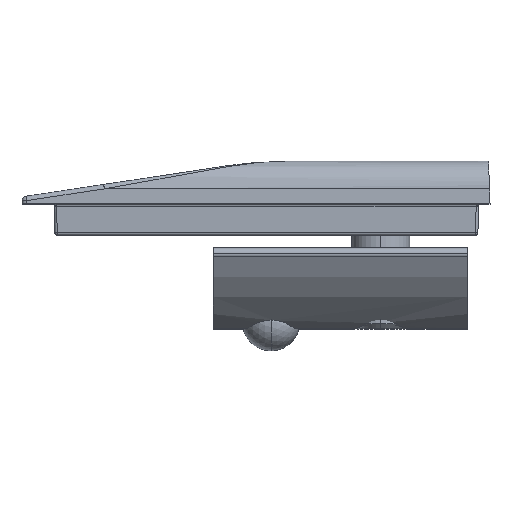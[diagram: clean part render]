
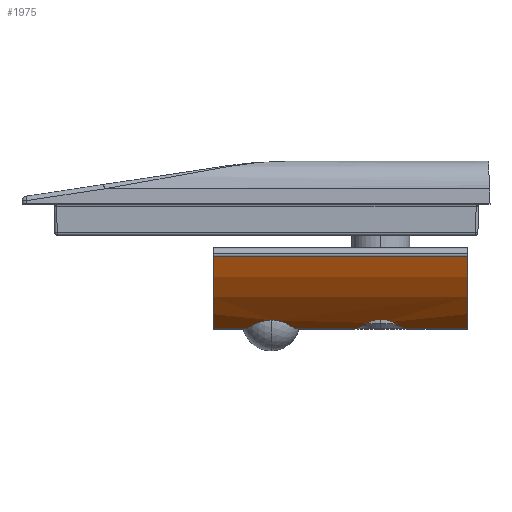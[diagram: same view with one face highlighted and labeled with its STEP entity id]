
A CAD part, top view. The second image highlights one B-rep face of the part: STEP entity #1975.
In plain terms, the highlighted cylindrical face has radius 15 mm (diameter 30 mm), a partial arc.
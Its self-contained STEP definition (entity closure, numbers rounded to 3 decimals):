
#15 = VERTEX_POINT ( 'NONE', #4184 ) ;
#21 = DIRECTION ( 'NONE',  ( 0., 0., -1. ) ) ;
#52 = ORIENTED_EDGE ( 'NONE', *, *, #2877, .T. ) ;
#75 = B_SPLINE_CURVE_WITH_KNOTS ( 'NONE', 3,
 ( #273, #3666, #4396, #1063, #3682, #2540, #2921, #1798, #3258, #3312, #2193, #1448 ),
 .UNSPECIFIED., .F., .F.,
 ( 4, 2, 2, 2, 2, 4 ),
 ( 0., 0.001, 0.003, 0.003, 0.004, 0.005 ),
 .UNSPECIFIED. ) ;
#208 = ORIENTED_EDGE ( 'NONE', *, *, #4060, .T. ) ;
#273 = CARTESIAN_POINT ( 'NONE',  ( -1.5, -7., 1.255 ) ) ;
#315 = AXIS2_PLACEMENT_3D ( 'NONE', #4203, #1643, #846 ) ;
#347 = CARTESIAN_POINT ( 'NONE',  ( -2.033, -6.625, -4.491 ) ) ;
#377 = VERTEX_POINT ( 'NONE', #966 ) ;
#463 = DIRECTION ( 'NONE',  ( -1., 0., 0. ) ) ;
#505 = EDGE_CURVE ( 'NONE', #4453, #3124, #3894, .T. ) ;
#546 = DIRECTION ( 'NONE',  ( 0., 0., -1. ) ) ;
#569 = ORIENTED_EDGE ( 'NONE', *, *, #3299, .F. ) ;
#700 = LINE ( 'NONE', #4676, #3572 ) ;
#734 = ORIENTED_EDGE ( 'NONE', *, *, #505, .T. ) ;
#741 = EDGE_CURVE ( 'NONE', #4453, #4105, #4645, .T. ) ;
#747 = CARTESIAN_POINT ( 'NONE',  ( -1.5, -7., -8.031 ) ) ;
#773 = LINE ( 'NONE', #2725, #2938 ) ;
#786 = CARTESIAN_POINT ( 'NONE',  ( -2.525, -6.245, -6.215 ) ) ;
#846 = DIRECTION ( 'NONE',  ( 1., 0., 0. ) ) ;
#877 = ORIENTED_EDGE ( 'NONE', *, *, #1506, .F. ) ;
#946 = FACE_OUTER_BOUND ( 'NONE', #2761, .T. ) ;
#966 = CARTESIAN_POINT ( 'NONE',  ( -1.5, -7., 5.745 ) ) ;
#1053 = CARTESIAN_POINT ( 'NONE',  ( -1.5, -7., 11. ) ) ;
#1063 = CARTESIAN_POINT ( 'NONE',  ( -2.133, -6.551, 2.681 ) ) ;
#1098 = CARTESIAN_POINT ( 'NONE',  ( -1.5, -7., -3.969 ) ) ;
#1131 = CARTESIAN_POINT ( 'NONE',  ( -1.649, -6.9, -4.079 ) ) ;
#1156 = CARTESIAN_POINT ( 'NONE',  ( -2.278, -6.439, -7.093 ) ) ;
#1224 = DIRECTION ( 'NONE',  ( 0., 0., -1. ) ) ;
#1372 = DIRECTION ( 'NONE',  ( 0., 0., 1. ) ) ;
#1404 = CARTESIAN_POINT ( 'NONE',  ( -1.5, -7., -11. ) ) ;
#1448 = CARTESIAN_POINT ( 'NONE',  ( -1.5, -7., 5.745 ) ) ;
#1472 = CARTESIAN_POINT ( 'NONE',  ( -2.498, -6.267, -6.419 ) ) ;
#1502 = CARTESIAN_POINT ( 'NONE',  ( -1.5, -7., 11. ) ) ;
#1506 = EDGE_CURVE ( 'NONE', #3986, #377, #773, .T. ) ;
#1517 = ORIENTED_EDGE ( 'NONE', *, *, #3550, .T. ) ;
#1535 = CARTESIAN_POINT ( 'NONE',  ( -2.144, -6.542, -4.651 ) ) ;
#1624 = LINE ( 'NONE', #2236, #3035 ) ;
#1643 = DIRECTION ( 'NONE',  ( 0., 0., 1. ) ) ;
#1729 = CARTESIAN_POINT ( 'NONE',  ( 6.876, 5.444, -11. ) ) ;
#1798 = CARTESIAN_POINT ( 'NONE',  ( -2.121, -6.559, 4.304 ) ) ;
#1850 = CARTESIAN_POINT ( 'NONE',  ( -2.03, -6.627, -7.513 ) ) ;
#1883 = CIRCLE ( 'NONE', #315, 15. ) ;
#1884 = VECTOR ( 'NONE', #4420, 1000. ) ;
#1886 = CARTESIAN_POINT ( 'NONE',  ( -2.525, -6.245, -5.795 ) ) ;
#1975 = ADVANCED_FACE ( 'NONE', ( #946 ), #3870, .T. ) ;
#2006 = EDGE_CURVE ( 'NONE', #4174, #3986, #1883, .T. ) ;
#2035 = CARTESIAN_POINT ( 'NONE',  ( -1.5, -7., -8.031 ) ) ;
#2150 = ORIENTED_EDGE ( 'NONE', *, *, #2006, .F. ) ;
#2193 = CARTESIAN_POINT ( 'NONE',  ( -1.716, -6.855, 5.426 ) ) ;
#2225 = CARTESIAN_POINT ( 'NONE',  ( -1.649, -6.9, -7.921 ) ) ;
#2236 = CARTESIAN_POINT ( 'NONE',  ( -1.5, -7., 11. ) ) ;
#2290 = CARTESIAN_POINT ( 'NONE',  ( -2.4, -6.344, -5.19 ) ) ;
#2525 = DIRECTION ( 'NONE',  ( 1., 0., 0. ) ) ;
#2540 = CARTESIAN_POINT ( 'NONE',  ( -2.2, -6.499, 3.701 ) ) ;
#2725 = CARTESIAN_POINT ( 'NONE',  ( -1.5, -7., 11. ) ) ;
#2742 = CIRCLE ( 'NONE', #3354, 15. ) ;
#2761 = EDGE_LOOP ( 'NONE', ( #569, #208, #877, #2150, #52, #1517, #4708, #734 ) ) ;
#2877 = EDGE_CURVE ( 'NONE', #4174, #15, #700, .T. ) ;
#2921 = CARTESIAN_POINT ( 'NONE',  ( -2.184, -6.512, 3.904 ) ) ;
#2938 = VECTOR ( 'NONE', #1224, 1000. ) ;
#2955 = CARTESIAN_POINT ( 'NONE',  ( -6.806, -0.705, 11. ) ) ;
#2958 = VERTEX_POINT ( 'NONE', #3962 ) ;
#3035 = VECTOR ( 'NONE', #4091, 1000. ) ;
#3042 = CARTESIAN_POINT ( 'NONE',  ( -1.787, -6.803, -4.206 ) ) ;
#3124 = VERTEX_POINT ( 'NONE', #3530 ) ;
#3258 = CARTESIAN_POINT ( 'NONE',  ( -2.073, -6.595, 4.502 ) ) ;
#3299 = EDGE_CURVE ( 'NONE', #2958, #3124, #1624, .T. ) ;
#3312 = CARTESIAN_POINT ( 'NONE',  ( -1.891, -6.729, 5.073 ) ) ;
#3346 = CARTESIAN_POINT ( 'NONE',  ( -2.423, -6.326, -6.717 ) ) ;
#3354 = AXIS2_PLACEMENT_3D ( 'NONE', #1729, #1372, #2525 ) ;
#3379 = CARTESIAN_POINT ( 'NONE',  ( -2.32, -6.407, -7.003 ) ) ;
#3393 = CARTESIAN_POINT ( 'NONE',  ( -2.392, -6.351, -6.816 ) ) ;
#3411 = CARTESIAN_POINT ( 'NONE',  ( -1.784, -6.805, -7.796 ) ) ;
#3530 = CARTESIAN_POINT ( 'NONE',  ( -1.5, -7., -3.969 ) ) ;
#3550 = EDGE_CURVE ( 'NONE', #15, #4105, #2742, .T. ) ;
#3572 = VECTOR ( 'NONE', #546, 1000. ) ;
#3666 = CARTESIAN_POINT ( 'NONE',  ( -1.714, -6.856, 1.572 ) ) ;
#3682 = CARTESIAN_POINT ( 'NONE',  ( -2.199, -6.5, 3.085 ) ) ;
#3779 = CARTESIAN_POINT ( 'NONE',  ( -2.327, -6.402, -5. ) ) ;
#3870 = CYLINDRICAL_SURFACE ( 'NONE', #4700, 15. ) ;
#3894 = B_SPLINE_CURVE_WITH_KNOTS ( 'NONE', 3,
 ( #747, #2225, #3411, #1850, #4128, #1156, #3379, #3393, #3346, #1472, #786, #1886, #4850, #2290, #3779, #1535, #347, #3042, #1131, #1098 ),
 .UNSPECIFIED., .F., .F.,
 ( 4, 2, 2, 2, 2, 2, 2, 2, 2, 4 ),
 ( 0., 0.001, 0.001, 0.002, 0.002, 0.002, 0.003, 0.004, 0.004, 0.005 ),
 .UNSPECIFIED. ) ;
#3962 = CARTESIAN_POINT ( 'NONE',  ( -1.5, -7., 1.255 ) ) ;
#3986 = VERTEX_POINT ( 'NONE', #1502 ) ;
#4060 = EDGE_CURVE ( 'NONE', #2958, #377, #75, .T. ) ;
#4091 = DIRECTION ( 'NONE',  ( 0., 0., -1. ) ) ;
#4105 = VERTEX_POINT ( 'NONE', #1404 ) ;
#4128 = CARTESIAN_POINT ( 'NONE',  ( -2.141, -6.544, -7.352 ) ) ;
#4174 = VERTEX_POINT ( 'NONE', #2955 ) ;
#4184 = CARTESIAN_POINT ( 'NONE',  ( -6.806, -0.705, -11. ) ) ;
#4203 = CARTESIAN_POINT ( 'NONE',  ( 6.876, 5.444, 11. ) ) ;
#4396 = CARTESIAN_POINT ( 'NONE',  ( -1.887, -6.732, 1.917 ) ) ;
#4420 = DIRECTION ( 'NONE',  ( 0., 0., -1. ) ) ;
#4453 = VERTEX_POINT ( 'NONE', #2035 ) ;
#4529 = CARTESIAN_POINT ( 'NONE',  ( 6.876, 5.444, 11. ) ) ;
#4645 = LINE ( 'NONE', #1053, #1884 ) ;
#4676 = CARTESIAN_POINT ( 'NONE',  ( -6.806, -0.705, 11. ) ) ;
#4700 = AXIS2_PLACEMENT_3D ( 'NONE', #4529, #21, #463 ) ;
#4708 = ORIENTED_EDGE ( 'NONE', *, *, #741, .F. ) ;
#4850 = CARTESIAN_POINT ( 'NONE',  ( -2.5, -6.265, -5.588 ) ) ;
